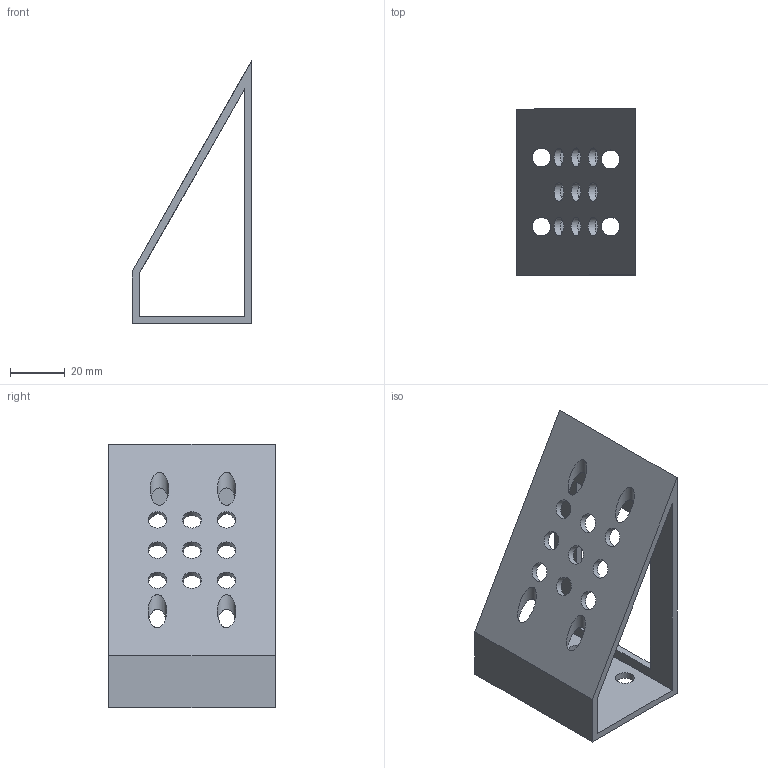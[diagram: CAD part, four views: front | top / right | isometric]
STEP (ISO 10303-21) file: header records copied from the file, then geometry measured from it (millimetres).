
FILE_DESCRIPTION(/* description */ (''),/* implementation_level */ '2;1');
FILE_NAME(/* name */ 'AngleMount.stp',/* time_stamp */ '2025-03-11T13:09:45-05:00',/* author */ ('monolithic'),/* organization */ (''),/* preprocessor_version */ 'ST-DEVELOPER v20',/* originating_system */ 'Autodesk Inventor 2024',/* authorisation */ '');
FILE_SCHEMA (('AUTOMOTIVE_DESIGN { 1 0 10303 214 3 1 1 }'));
Length unit declared in the file: inch
Products named in the file (1): AngleMount
Bounding box: 43.94 x 60.96 x 96.72 mm (x, y, z)
Volume: 28623.2 mm3; surface area: 24845.9 mm2
Topology: 1 solids, 1 shells, 31 faces, 93 edges, 62 vertices
Faces by surface type: cylinder 17, plane 14
Full cylindrical faces by diameter (mm): 6.858 x17
Entity records: 1198 total; most frequent: CARTESIAN_POINT 200, DIRECTION 195, ORIENTED_EDGE 186, EDGE_CURVE 93, AXIS2_PLACEMENT_3D 71, EDGE_LOOP 67, VERTEX_POINT 62, LINE 53
